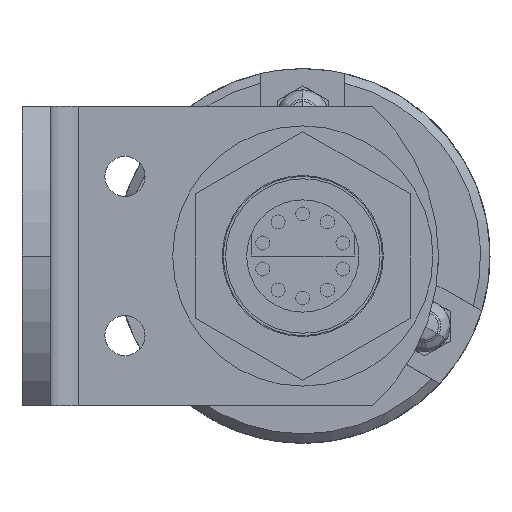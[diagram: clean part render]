
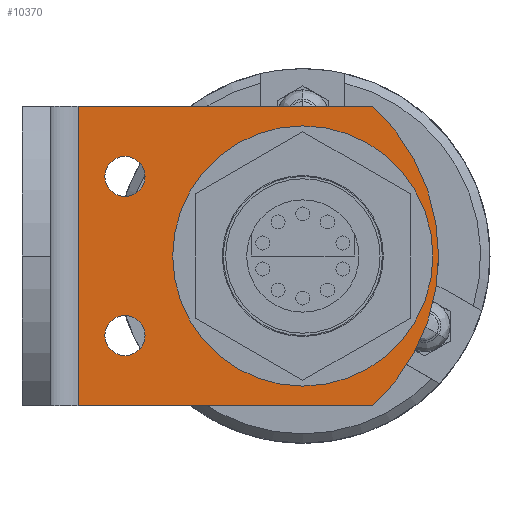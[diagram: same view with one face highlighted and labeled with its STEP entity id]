
A CAD part, front view. The second image highlights one B-rep face of the part: STEP entity #10370.
In plain terms, the highlighted planar face has unit normal (0, -1, 0).
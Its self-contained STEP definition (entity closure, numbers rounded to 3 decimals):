
#81 = CARTESIAN_POINT ( 'NONE',  ( 14.5, -287.5, 16. ) ) ;
#204 = EDGE_CURVE ( 'NONE', #9685, #5844, #10240, .T. ) ;
#353 = CARTESIAN_POINT ( 'NONE',  ( -19., -287.5, 8.5 ) ) ;
#430 = CARTESIAN_POINT ( 'NONE',  ( 14.5, -287.5, 16. ) ) ;
#561 = AXIS2_PLACEMENT_3D ( 'NONE', #2433, #8902, #3359 ) ;
#576 = AXIS2_PLACEMENT_3D ( 'NONE', #2720, #9188, #3653 ) ;
#788 = DIRECTION ( 'NONE',  ( 0., 0., -1. ) ) ;
#825 = FACE_BOUND ( 'NONE', #6258, .T. ) ;
#889 = VERTEX_POINT ( 'NONE', #10179 ) ;
#1005 = DIRECTION ( 'NONE',  ( 0., -1., 0. ) ) ;
#1200 = ORIENTED_EDGE ( 'NONE', *, *, #204, .F. ) ;
#1292 = DIRECTION ( 'NONE',  ( 0., 0., -1. ) ) ;
#1524 = VERTEX_POINT ( 'NONE', #11606 ) ;
#1558 = CARTESIAN_POINT ( 'NONE',  ( 0., -287.5, 0. ) ) ;
#1745 = AXIS2_PLACEMENT_3D ( 'NONE', #11833, #6293, #788 ) ;
#1978 = VERTEX_POINT ( 'NONE', #4878 ) ;
#2048 = AXIS2_PLACEMENT_3D ( 'NONE', #2293, #8770, #3220 ) ;
#2241 = EDGE_CURVE ( 'NONE', #6079, #2482, #2702, .T. ) ;
#2293 = CARTESIAN_POINT ( 'NONE',  ( -7.286, -287.5, 0. ) ) ;
#2401 = EDGE_LOOP ( 'NONE', ( #11215, #5960, #4410, #10254 ) ) ;
#2433 = CARTESIAN_POINT ( 'NONE',  ( 0., -287.5, 0. ) ) ;
#2482 = VERTEX_POINT ( 'NONE', #11389 ) ;
#2489 = DIRECTION ( 'NONE',  ( 0., 0., -1. ) ) ;
#2702 = LINE ( 'NONE', #3666, #9784 ) ;
#2720 = CARTESIAN_POINT ( 'NONE',  ( -19., -287.5, -8.5 ) ) ;
#3060 = EDGE_CURVE ( 'NONE', #3996, #1524, #3394, .T. ) ;
#3220 = DIRECTION ( 'NONE',  ( 0., 0., -1. ) ) ;
#3299 = FACE_BOUND ( 'NONE', #10484, .T. ) ;
#3333 = CIRCLE ( 'NONE', #561, 8.6 ) ;
#3359 = DIRECTION ( 'NONE',  ( 0., 0., -1. ) ) ;
#3394 = CIRCLE ( 'NONE', #2048, 21.786 ) ;
#3434 = CIRCLE ( 'NONE', #10970, 2.15 ) ;
#3581 = FACE_BOUND ( 'NONE', #10009, .T. ) ;
#3629 = ORIENTED_EDGE ( 'NONE', *, *, #10555, .F. ) ;
#3653 = DIRECTION ( 'NONE',  ( 0., 0., -1. ) ) ;
#3666 = CARTESIAN_POINT ( 'NONE',  ( -24., -287.5, 16. ) ) ;
#3996 = VERTEX_POINT ( 'NONE', #6929 ) ;
#4396 = DIRECTION ( 'NONE',  ( 0., -1., 0. ) ) ;
#4410 = ORIENTED_EDGE ( 'NONE', *, *, #9407, .T. ) ;
#4764 = ORIENTED_EDGE ( 'NONE', *, *, #5342, .F. ) ;
#4810 = CARTESIAN_POINT ( 'NONE',  ( 14.5, -287.5, -16. ) ) ;
#4878 = CARTESIAN_POINT ( 'NONE',  ( -19., -287.5, 6.35 ) ) ;
#4929 = CIRCLE ( 'NONE', #1745, 2.15 ) ;
#5342 = EDGE_CURVE ( 'NONE', #889, #1978, #6237, .T. ) ;
#5423 = CARTESIAN_POINT ( 'NONE',  ( -19., -287.5, -10.65 ) ) ;
#5768 = CIRCLE ( 'NONE', #9317, 8.6 ) ;
#5844 = VERTEX_POINT ( 'NONE', #6850 ) ;
#5960 = ORIENTED_EDGE ( 'NONE', *, *, #3060, .T. ) ;
#6079 = VERTEX_POINT ( 'NONE', #10895 ) ;
#6237 = CIRCLE ( 'NONE', #7774, 2.15 ) ;
#6258 = EDGE_LOOP ( 'NONE', ( #4764, #3629 ) ) ;
#6293 = DIRECTION ( 'NONE',  ( 0., -1., 0. ) ) ;
#6511 = PLANE ( 'NONE',  #11626 ) ;
#6519 = CARTESIAN_POINT ( 'NONE',  ( 0., -287.5, 8.6 ) ) ;
#6523 = EDGE_CURVE ( 'NONE', #8778, #10766, #5768, .T. ) ;
#6664 = ORIENTED_EDGE ( 'NONE', *, *, #6523, .F. ) ;
#6783 = DIRECTION ( 'NONE',  ( 0., -1., 0. ) ) ;
#6830 = EDGE_CURVE ( 'NONE', #10766, #8778, #3333, .T. ) ;
#6850 = CARTESIAN_POINT ( 'NONE',  ( -19., -287.5, -6.35 ) ) ;
#6864 = DIRECTION ( 'NONE',  ( -1., 0., 0. ) ) ;
#6929 = CARTESIAN_POINT ( 'NONE',  ( 7.5, -287.5, -16. ) ) ;
#7465 = DIRECTION ( 'NONE',  ( 0., 0., -1. ) ) ;
#7604 = EDGE_CURVE ( 'NONE', #5844, #9685, #4929, .T. ) ;
#7774 = AXIS2_PLACEMENT_3D ( 'NONE', #353, #6783, #1292 ) ;
#7778 = VECTOR ( 'NONE', #6864, 1000. ) ;
#8015 = DIRECTION ( 'NONE',  ( 0., -1., 0. ) ) ;
#8057 = EDGE_CURVE ( 'NONE', #3996, #2482, #9405, .T. ) ;
#8770 = DIRECTION ( 'NONE',  ( 0., -1., 0. ) ) ;
#8778 = VERTEX_POINT ( 'NONE', #9663 ) ;
#8902 = DIRECTION ( 'NONE',  ( 0., -1., 0. ) ) ;
#9188 = DIRECTION ( 'NONE',  ( 0., -1., 0. ) ) ;
#9269 = ORIENTED_EDGE ( 'NONE', *, *, #7604, .F. ) ;
#9317 = AXIS2_PLACEMENT_3D ( 'NONE', #1558, #8015, #2489 ) ;
#9405 = LINE ( 'NONE', #4810, #9696 ) ;
#9407 = EDGE_CURVE ( 'NONE', #1524, #6079, #10242, .T. ) ;
#9663 = CARTESIAN_POINT ( 'NONE',  ( 0., -287.5, -8.6 ) ) ;
#9685 = VERTEX_POINT ( 'NONE', #5423 ) ;
#9696 = VECTOR ( 'NONE', #11274, 1000. ) ;
#9784 = VECTOR ( 'NONE', #10084, 1000. ) ;
#9886 = ORIENTED_EDGE ( 'NONE', *, *, #6830, .F. ) ;
#9947 = CARTESIAN_POINT ( 'NONE',  ( -19., -287.5, 8.5 ) ) ;
#10009 = EDGE_LOOP ( 'NONE', ( #9269, #1200 ) ) ;
#10084 = DIRECTION ( 'NONE',  ( 0., 0., -1. ) ) ;
#10179 = CARTESIAN_POINT ( 'NONE',  ( -19., -287.5, 10.65 ) ) ;
#10240 = CIRCLE ( 'NONE', #576, 2.15 ) ;
#10242 = LINE ( 'NONE', #430, #7778 ) ;
#10254 = ORIENTED_EDGE ( 'NONE', *, *, #2241, .T. ) ;
#10370 = ADVANCED_FACE ( 'NONE', ( #825, #3581, #3299, #10387 ), #6511, .T. ) ;
#10387 = FACE_OUTER_BOUND ( 'NONE', #2401, .T. ) ;
#10484 = EDGE_LOOP ( 'NONE', ( #9886, #6664 ) ) ;
#10555 = EDGE_CURVE ( 'NONE', #1978, #889, #3434, .T. ) ;
#10766 = VERTEX_POINT ( 'NONE', #6519 ) ;
#10863 = DIRECTION ( 'NONE',  ( 0., 0., -1. ) ) ;
#10895 = CARTESIAN_POINT ( 'NONE',  ( -24., -287.5, 16. ) ) ;
#10970 = AXIS2_PLACEMENT_3D ( 'NONE', #9947, #4396, #10863 ) ;
#11215 = ORIENTED_EDGE ( 'NONE', *, *, #8057, .F. ) ;
#11274 = DIRECTION ( 'NONE',  ( -1., 0., 0. ) ) ;
#11389 = CARTESIAN_POINT ( 'NONE',  ( -24., -287.5, -16. ) ) ;
#11606 = CARTESIAN_POINT ( 'NONE',  ( 7.5, -287.5, 16. ) ) ;
#11626 = AXIS2_PLACEMENT_3D ( 'NONE', #81, #1005, #7465 ) ;
#11833 = CARTESIAN_POINT ( 'NONE',  ( -19., -287.5, -8.5 ) ) ;
